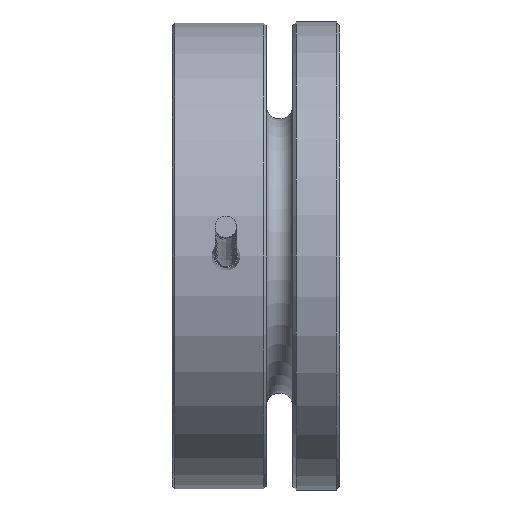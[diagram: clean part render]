
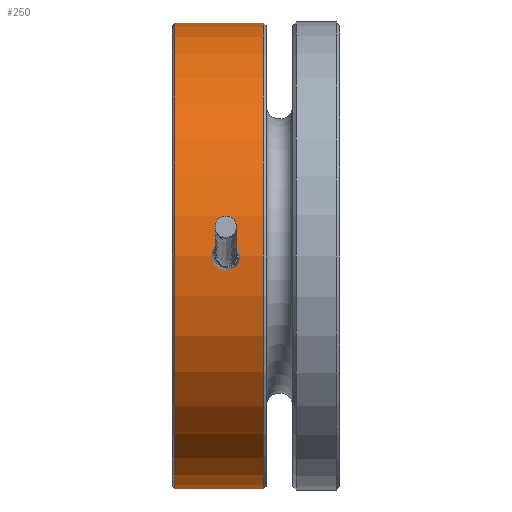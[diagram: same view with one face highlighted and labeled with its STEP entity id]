
A CAD part, left-side view. The second image highlights one B-rep face of the part: STEP entity #250.
In plain terms, the highlighted cylindrical face has radius 34.85 mm (diameter 69.7 mm), a full revolution.
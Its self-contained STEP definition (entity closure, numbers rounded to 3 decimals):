
#250 = ADVANCED_FACE( '', ( #538, #539 ), #540, .T. );
#538 = FACE_OUTER_BOUND( '', #1068, .T. );
#539 = FACE_OUTER_BOUND( '', #1069, .T. );
#540 = CYLINDRICAL_SURFACE( '', #1070, 34.85 );
#1068 = EDGE_LOOP( '', ( #1431 ) );
#1069 = EDGE_LOOP( '', ( #1432 ) );
#1070 = AXIS2_PLACEMENT_3D( '', #1433, #1434, #1435 );
#1431 = ORIENTED_EDGE( '', *, *, #1564, .T. );
#1432 = ORIENTED_EDGE( '', *, *, #1593, .T. );
#1433 = CARTESIAN_POINT( '', ( 0., -23.335, 0. ) );
#1434 = DIRECTION( '', ( 0., -1., 0. ) );
#1435 = DIRECTION( '', ( 0., 0., 1. ) );
#1564 = EDGE_CURVE( '', #1747, #1747, #1748, .T. );
#1593 = EDGE_CURVE( '', #1783, #1783, #1784, .T. );
#1747 = VERTEX_POINT( '', #1971 );
#1748 = CIRCLE( '', #1972, 34.85 );
#1783 = VERTEX_POINT( '', #2007 );
#1784 = CIRCLE( '', #2008, 34.85 );
#1971 = CARTESIAN_POINT( '', ( 0., -21.11, 34.85 ) );
#1972 = AXIS2_PLACEMENT_3D( '', #2179, #2180, #2181 );
#2007 = CARTESIAN_POINT( '', ( 0., -7.81, -34.85 ) );
#2008 = AXIS2_PLACEMENT_3D( '', #2206, #2207, #2208 );
#2179 = CARTESIAN_POINT( '', ( 0., -21.11, 0. ) );
#2180 = DIRECTION( '', ( 0., 1., 0. ) );
#2181 = DIRECTION( '', ( 0., 0., 1. ) );
#2206 = CARTESIAN_POINT( '', ( 0., -7.81, 0. ) );
#2207 = DIRECTION( '', ( 0., -1., 0. ) );
#2208 = DIRECTION( '', ( 0., 0., -1. ) );
